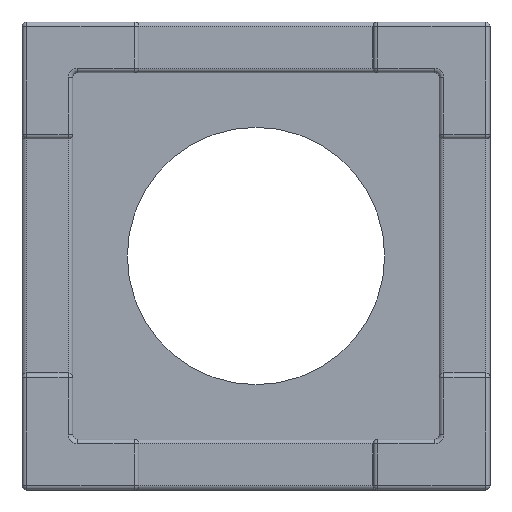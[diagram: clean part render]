
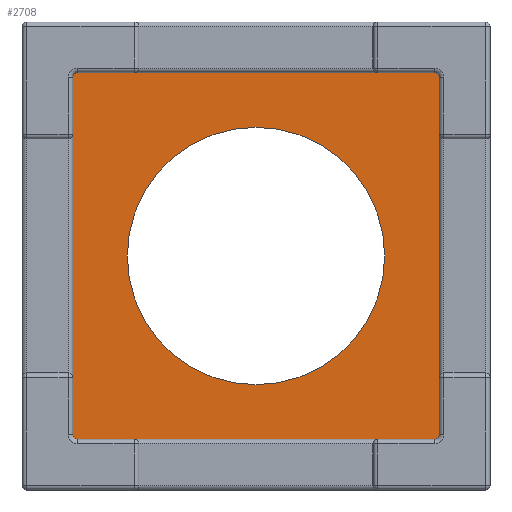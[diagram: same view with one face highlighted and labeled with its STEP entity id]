
A CAD part, front view. The second image highlights one B-rep face of the part: STEP entity #2708.
In plain terms, the highlighted planar face has unit normal (0, -1, 0).
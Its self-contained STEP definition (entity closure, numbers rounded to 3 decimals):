
#684=CARTESIAN_POINT('',(0.,34.,0.));
#685=DIRECTION('',(0.,-1.,0.));
#686=DIRECTION('',(1.,0.,0.));
#687=AXIS2_PLACEMENT_3D('',#684,#685,#686);
#692=CARTESIAN_POINT('',(0.,34.,0.));
#693=DIRECTION('',(0.,-1.,0.));
#694=DIRECTION('',(-1.,0.,0.));
#695=AXIS2_PLACEMENT_3D('',#692,#693,#694);
#700=CARTESIAN_POINT('',(38.15,34.,38.15));
#701=DIRECTION('',(0.,-1.,0.));
#702=DIRECTION('',(1.,0.,0.));
#703=AXIS2_PLACEMENT_3D('',#700,#701,#702);
#708=DIRECTION('',(0.,0.,1.));
#709=VECTOR('',#708,76.3);
#710=CARTESIAN_POINT('',(39.15,34.,-38.15));
#711=LINE('',#710,#709);
#715=CARTESIAN_POINT('',(38.15,34.,-38.15));
#716=DIRECTION('',(0.,-1.,0.));
#717=DIRECTION('',(0.,0.,-1.));
#718=AXIS2_PLACEMENT_3D('',#715,#716,#717);
#723=DIRECTION('',(1.,0.,0.));
#724=VECTOR('',#723,76.3);
#725=CARTESIAN_POINT('',(-38.15,34.,-39.15));
#726=LINE('',#725,#724);
#730=CARTESIAN_POINT('',(-38.15,34.,-38.15));
#731=DIRECTION('',(0.,-1.,0.));
#732=DIRECTION('',(-1.,0.,0.));
#733=AXIS2_PLACEMENT_3D('',#730,#731,#732);
#738=DIRECTION('',(0.,0.,-1.));
#739=VECTOR('',#738,76.3);
#740=CARTESIAN_POINT('',(-39.15,34.,38.15));
#741=LINE('',#740,#739);
#745=CARTESIAN_POINT('',(-38.15,34.,38.15));
#746=DIRECTION('',(0.,-1.,0.));
#747=DIRECTION('',(0.,0.,1.));
#748=AXIS2_PLACEMENT_3D('',#745,#746,#747);
#753=DIRECTION('',(-1.,0.,0.));
#754=VECTOR('',#753,76.3);
#755=CARTESIAN_POINT('',(38.15,34.,39.15));
#756=LINE('',#755,#754);
#1913=CARTESIAN_POINT('',(27.5,34.,0.));
#1914=CARTESIAN_POINT('',(-27.5,34.,0.));
#1915=VERTEX_POINT('',#1913);
#1916=VERTEX_POINT('',#1914);
#2161=CARTESIAN_POINT('',(39.15,34.,38.15));
#2162=CARTESIAN_POINT('',(38.15,34.,39.15));
#2163=VERTEX_POINT('',#2161);
#2164=VERTEX_POINT('',#2162);
#2165=CARTESIAN_POINT('',(-39.15,34.,-38.15));
#2166=CARTESIAN_POINT('',(-38.15,34.,-39.15));
#2167=VERTEX_POINT('',#2165);
#2168=VERTEX_POINT('',#2166);
#2169=CARTESIAN_POINT('',(-38.15,34.,39.15));
#2170=CARTESIAN_POINT('',(-39.15,34.,38.15));
#2171=VERTEX_POINT('',#2169);
#2172=VERTEX_POINT('',#2170);
#2173=CARTESIAN_POINT('',(38.15,34.,-39.15));
#2174=CARTESIAN_POINT('',(39.15,34.,-38.15));
#2175=VERTEX_POINT('',#2173);
#2176=VERTEX_POINT('',#2174);
#2681=CARTESIAN_POINT('',(0.,34.,0.));
#2682=DIRECTION('',(0.,-1.,0.));
#2683=DIRECTION('',(1.,0.,0.));
#2684=AXIS2_PLACEMENT_3D('',#2681,#2682,#2683);
#2685=PLANE('',#2684);
#2687=ORIENTED_EDGE('',*,*,#2686,.F.);
#2688=ORIENTED_EDGE('',*,*,#2443,.F.);
#2690=ORIENTED_EDGE('',*,*,#2689,.F.);
#2692=ORIENTED_EDGE('',*,*,#2691,.F.);
#2694=ORIENTED_EDGE('',*,*,#2693,.F.);
#2696=ORIENTED_EDGE('',*,*,#2695,.F.);
#2698=ORIENTED_EDGE('',*,*,#2697,.F.);
#2700=ORIENTED_EDGE('',*,*,#2699,.F.);
#2701=EDGE_LOOP('',(#2687,#2688,#2690,#2692,#2694,#2696,#2698,#2700));
#2702=FACE_OUTER_BOUND('',#2701,.F.);
#2703=ORIENTED_EDGE('',*,*,#2671,.T.);
#2705=ORIENTED_EDGE('',*,*,#2704,.T.);
#2706=EDGE_LOOP('',(#2703,#2705));
#2707=FACE_BOUND('',#2706,.F.);
#688=CIRCLE('',#687,27.5);
#696=CIRCLE('',#695,27.5);
#704=CIRCLE('',#703,1.);
#719=CIRCLE('',#718,1.);
#734=CIRCLE('',#733,1.);
#749=CIRCLE('',#748,1.);
#2443=EDGE_CURVE('',#2176,#2163,#711,.T.);
#2671=EDGE_CURVE('',#1915,#1916,#688,.T.);
#2686=EDGE_CURVE('',#2163,#2164,#704,.T.);
#2689=EDGE_CURVE('',#2175,#2176,#719,.T.);
#2691=EDGE_CURVE('',#2168,#2175,#726,.T.);
#2693=EDGE_CURVE('',#2167,#2168,#734,.T.);
#2695=EDGE_CURVE('',#2172,#2167,#741,.T.);
#2697=EDGE_CURVE('',#2171,#2172,#749,.T.);
#2699=EDGE_CURVE('',#2164,#2171,#756,.T.);
#2704=EDGE_CURVE('',#1916,#1915,#696,.T.);
#2708=ADVANCED_FACE('',(#2702,#2707),#2685,.T.);
